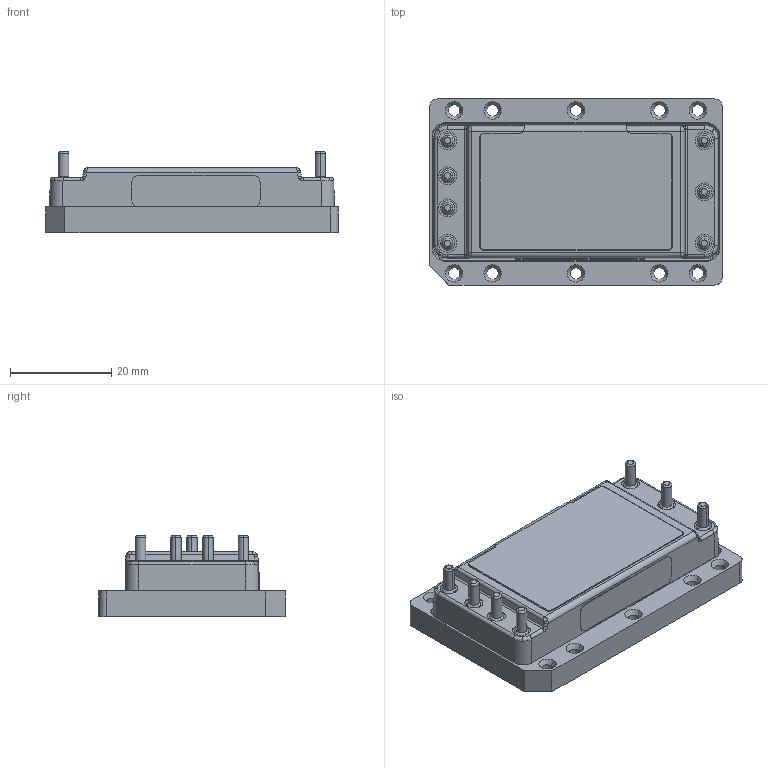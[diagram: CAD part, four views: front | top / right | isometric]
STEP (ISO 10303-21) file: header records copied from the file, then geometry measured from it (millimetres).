
FILE_DESCRIPTION (( 'STEP AP214' ), '1' );
FILE_NAME ('37207r1-VxxCxxxxxxBG2P.STEP', '2011-02-23T18:49:02', ( 'Vicor Employee' ), ( 'Vicor Corporation' ), 'SwSTEP 2.0', 'SolidWorks 2011', '' );
FILE_SCHEMA (( 'AUTOMOTIVE_DESIGN' ));
Length unit declared in the file: inch
Products named in the file (1): 37207r1-VxxCxxxxxxBG2P
Bounding box: 57.91 x 36.83 x 16.04 mm (x, y, z)
Volume: 21240.2 mm3; surface area: 8147.7 mm2
Topology: 1 solids, 1 shells, 311 faces, 734 edges, 442 vertices
Faces by surface type: cylinder 99, plane 80, cone 74, bspline 58
Entity records: 15357 total; most frequent: CARTESIAN_POINT 4359, ORIENTED_EDGE 1468, DIRECTION 1420, EDGE_CURVE 734, AXIS2_PLACEMENT_3D 544, VERTEX_POINT 442, EDGE_LOOP 348, VECTOR 332
